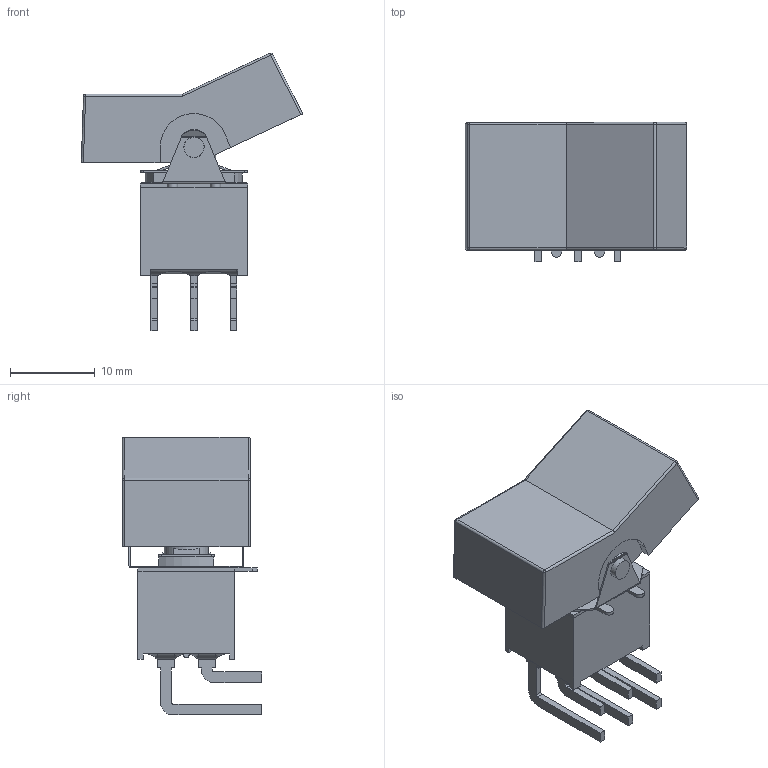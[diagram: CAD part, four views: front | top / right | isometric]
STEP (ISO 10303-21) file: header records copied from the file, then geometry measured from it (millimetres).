
FILE_DESCRIPTION(/* description */ (''),/* implementation_level */ '2;1');
FILE_NAME(/* name */ '300AWDPxJ3xxxM6xE.stp',/* time_stamp */ '2025-05-13T15:54:45-05:00',/* author */ ('mroman'),/* organization */ (''),/* preprocessor_version */ 'ST-DEVELOPER v18.1',/* originating_system */ 'Autodesk Inventor 2022',/* authorisation */ '');
FILE_SCHEMA (('AUTOMOTIVE_DESIGN { 1 0 10303 214 3 1 1 }'));
Length unit declared in the file: inch
Products named in the file (1): 300AWDPxJ3xxxM6xE
Bounding box: 26.16 x 16.45 x 32.82 mm (x, y, z)
Volume: 2932 mm3; surface area: 3436.2 mm2
Topology: 2 solids, 3 shells, 291 faces, 773 edges, 482 vertices
Faces by surface type: plane 187, cylinder 88, bspline 12, sphere 4
Full cylindrical faces by diameter (mm): 2.38 x2, 2.4 x2, 3.2 x1, 5.2 x1, 6 x1
Entity records: 9196 total; most frequent: CARTESIAN_POINT 2014, ORIENTED_EDGE 1522, DIRECTION 1437, EDGE_CURVE 761, LINE 545, VECTOR 545, VERTEX_POINT 482, AXIS2_PLACEMENT_3D 446
